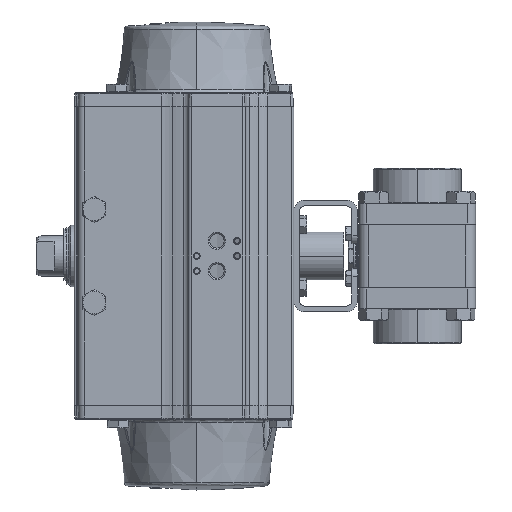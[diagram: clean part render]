
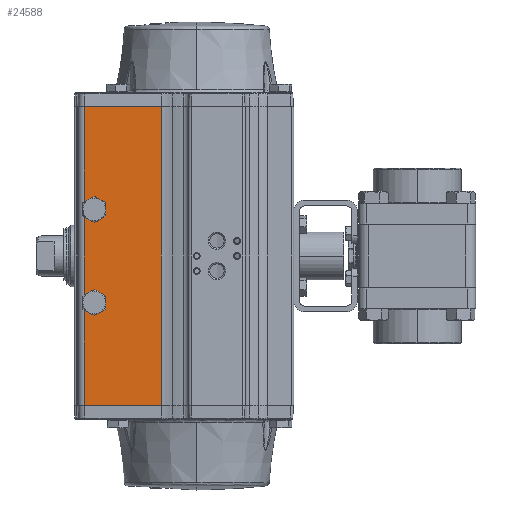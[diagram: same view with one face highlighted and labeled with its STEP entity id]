
A CAD part, left-side view. The second image highlights one B-rep face of the part: STEP entity #24588.
In plain terms, the highlighted planar face has unit normal (-1, 0, 0).
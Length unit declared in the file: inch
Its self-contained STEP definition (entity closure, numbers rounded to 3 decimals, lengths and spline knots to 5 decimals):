
#1103 = PLANE ( 'NONE',  #54419 ) ;
#1326 = DIRECTION ( 'NONE',  ( 0., 0., 1. ) ) ;
#1508 = EDGE_CURVE ( 'NONE', #21968, #61043, #34405, .T. ) ;
#1815 = EDGE_CURVE ( 'NONE', #29715, #21968, #41231, .T. ) ;
#3114 = EDGE_CURVE ( 'NONE', #35838, #66109, #10117, .T. ) ;
#3369 = CARTESIAN_POINT ( 'NONE',  ( -2.51575, 10.41118, -1.61902 ) ) ;
#3464 = FACE_OUTER_BOUND ( 'NONE', #25710, .T. ) ;
#3597 = LINE ( 'NONE', #33555, #16234 ) ;
#4711 = CARTESIAN_POINT ( 'NONE',  ( -2.51575, 10.41118, -4.6752 ) ) ;
#5245 = DIRECTION ( 'NONE',  ( 0., 0., 1. ) ) ;
#5423 = ORIENTED_EDGE ( 'NONE', *, *, #1815, .T. ) ;
#6282 = CARTESIAN_POINT ( 'NONE',  ( -2.51575, 10.09622, -1.45669 ) ) ;
#6866 = DIRECTION ( 'NONE',  ( 0., 0., -1. ) ) ;
#8781 = CARTESIAN_POINT ( 'NONE',  ( -2.51575, 10.09622, 1.45669 ) ) ;
#10117 = LINE ( 'NONE', #37368, #27720 ) ;
#11675 = DIRECTION ( 'NONE',  ( 0., 1., 0. ) ) ;
#12508 = EDGE_CURVE ( 'NONE', #61043, #50348, #28520, .T. ) ;
#14179 = DIRECTION ( 'NONE',  ( 0., 0., 1. ) ) ;
#16234 = VECTOR ( 'NONE', #6866, 39.37008 ) ;
#16467 = CARTESIAN_POINT ( 'NONE',  ( -2.51575, 10.41118, -1.29437 ) ) ;
#17206 = EDGE_CURVE ( 'NONE', #66109, #29715, #55817, .T. ) ;
#17811 = ORIENTED_EDGE ( 'NONE', *, *, #12508, .T. ) ;
#21307 = AXIS2_PLACEMENT_3D ( 'NONE', #8781, #46293, #14179 ) ;
#21968 = VERTEX_POINT ( 'NONE', #69528 ) ;
#24219 = ORIENTED_EDGE ( 'NONE', *, *, #58949, .T. ) ;
#24588 = ADVANCED_FACE ( 'NONE', ( #3464 ), #1103, .T. ) ;
#25710 = EDGE_LOOP ( 'NONE', ( #44252, #17811, #50350, #24219, #65811, #55300, #27356, #5423 ) ) ;
#26317 = EDGE_CURVE ( 'NONE', #50348, #49227, #67893, .T. ) ;
#27320 = VECTOR ( 'NONE', #40758, 39.37008 ) ;
#27356 = ORIENTED_EDGE ( 'NONE', *, *, #17206, .T. ) ;
#27687 = CARTESIAN_POINT ( 'NONE',  ( -2.51575, 3.86, -4.6752 ) ) ;
#27720 = VECTOR ( 'NONE', #5245, 39.37008 ) ;
#28520 = LINE ( 'NONE', #63274, #41097 ) ;
#29715 = VERTEX_POINT ( 'NONE', #60018 ) ;
#29739 = AXIS2_PLACEMENT_3D ( 'NONE', #6282, #43783, #11675 ) ;
#33426 = DIRECTION ( 'NONE',  ( -1., 0., 0. ) ) ;
#33555 = CARTESIAN_POINT ( 'NONE',  ( -2.51575, 10.41118, 4.6752 ) ) ;
#34405 = CIRCLE ( 'NONE', #21307, 0.35433 ) ;
#35838 = VERTEX_POINT ( 'NONE', #58062 ) ;
#37368 = CARTESIAN_POINT ( 'NONE',  ( -2.51575, 7.99582, 4.6752 ) ) ;
#39064 = CARTESIAN_POINT ( 'NONE',  ( -2.51575, 7.99582, 4.6752 ) ) ;
#39430 = VECTOR ( 'NONE', #65209, 39.37008 ) ;
#40758 = DIRECTION ( 'NONE',  ( 0., 1., 0. ) ) ;
#41097 = VECTOR ( 'NONE', #41963, 39.37008 ) ;
#41231 = LINE ( 'NONE', #68220, #66381 ) ;
#41509 = DIRECTION ( 'NONE',  ( 0., 0., -1. ) ) ;
#41963 = DIRECTION ( 'NONE',  ( 0., 0., -1. ) ) ;
#42546 = EDGE_CURVE ( 'NONE', #35838, #45913, #64574, .T. ) ;
#43783 = DIRECTION ( 'NONE',  ( 1., 0., 0. ) ) ;
#44252 = ORIENTED_EDGE ( 'NONE', *, *, #1508, .T. ) ;
#45913 = VERTEX_POINT ( 'NONE', #4711 ) ;
#46153 = CARTESIAN_POINT ( 'NONE',  ( -2.51575, 3.86, 4.6752 ) ) ;
#46293 = DIRECTION ( 'NONE',  ( 1., 0., 0. ) ) ;
#49227 = VERTEX_POINT ( 'NONE', #3369 ) ;
#49349 = CARTESIAN_POINT ( 'NONE',  ( -2.51575, 7.99582, 4.6752 ) ) ;
#50348 = VERTEX_POINT ( 'NONE', #16467 ) ;
#50350 = ORIENTED_EDGE ( 'NONE', *, *, #26317, .T. ) ;
#54419 = AXIS2_PLACEMENT_3D ( 'NONE', #49349, #33426, #1326 ) ;
#55300 = ORIENTED_EDGE ( 'NONE', *, *, #3114, .T. ) ;
#55817 = LINE ( 'NONE', #46153, #27320 ) ;
#56091 = CARTESIAN_POINT ( 'NONE',  ( -2.51575, 10.41118, 1.29437 ) ) ;
#58062 = CARTESIAN_POINT ( 'NONE',  ( -2.51575, 7.99582, -4.6752 ) ) ;
#58949 = EDGE_CURVE ( 'NONE', #49227, #45913, #3597, .T. ) ;
#60018 = CARTESIAN_POINT ( 'NONE',  ( -2.51575, 10.41118, 4.6752 ) ) ;
#61043 = VERTEX_POINT ( 'NONE', #56091 ) ;
#63274 = CARTESIAN_POINT ( 'NONE',  ( -2.51575, 10.41118, 4.6752 ) ) ;
#64574 = LINE ( 'NONE', #27687, #39430 ) ;
#65209 = DIRECTION ( 'NONE',  ( 0., 1., 0. ) ) ;
#65811 = ORIENTED_EDGE ( 'NONE', *, *, #42546, .F. ) ;
#66109 = VERTEX_POINT ( 'NONE', #39064 ) ;
#66381 = VECTOR ( 'NONE', #41509, 39.37008 ) ;
#67893 = CIRCLE ( 'NONE', #29739, 0.35433 ) ;
#68220 = CARTESIAN_POINT ( 'NONE',  ( -2.51575, 10.41118, 4.6752 ) ) ;
#69528 = CARTESIAN_POINT ( 'NONE',  ( -2.51575, 10.41118, 1.61902 ) ) ;
